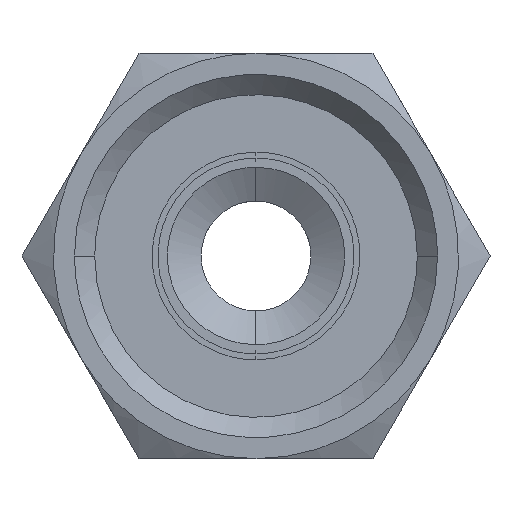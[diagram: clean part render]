
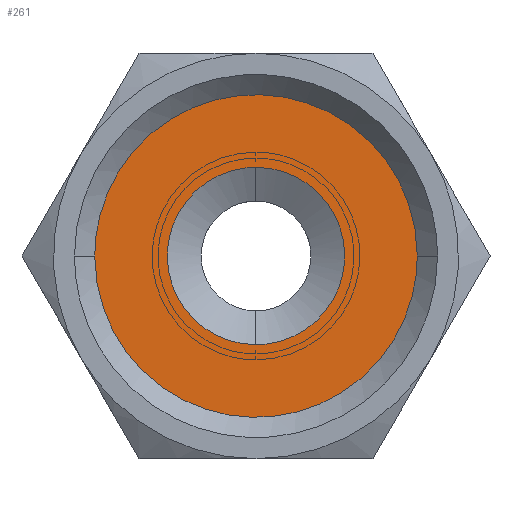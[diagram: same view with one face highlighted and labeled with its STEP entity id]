
A CAD part, front view. The second image highlights one B-rep face of the part: STEP entity #261.
In plain terms, the highlighted planar face has unit normal (0, 1, 0).
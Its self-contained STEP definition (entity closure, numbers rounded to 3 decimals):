
#16=FACE_BOUND('',#423,.T.);
#34=PLANE('',#1973);
#261=ADVANCED_FACE('',(#339,#16),#34,.T.);
#339=FACE_OUTER_BOUND('',#422,.T.);
#422=EDGE_LOOP('',(#742,#743,#744,#745,#746,#747));
#423=EDGE_LOOP('',(#748,#749));
#742=ORIENTED_EDGE('',*,*,#1090,.F.);
#743=ORIENTED_EDGE('',*,*,#1091,.F.);
#744=ORIENTED_EDGE('',*,*,#1092,.F.);
#745=ORIENTED_EDGE('',*,*,#1087,.F.);
#746=ORIENTED_EDGE('',*,*,#1088,.F.);
#747=ORIENTED_EDGE('',*,*,#1089,.F.);
#748=ORIENTED_EDGE('',*,*,#1086,.F.);
#749=ORIENTED_EDGE('',*,*,#1093,.F.);
#1086=EDGE_CURVE('',#1774,#1775,#1258,.T.);
#1087=EDGE_CURVE('',#1777,#1776,#1259,.T.);
#1088=EDGE_CURVE('',#1778,#1777,#1260,.T.);
#1089=EDGE_CURVE('',#1779,#1778,#1261,.T.);
#1090=EDGE_CURVE('',#1780,#1779,#1262,.T.);
#1091=EDGE_CURVE('',#1781,#1780,#1263,.T.);
#1092=EDGE_CURVE('',#1776,#1781,#1264,.T.);
#1093=EDGE_CURVE('',#1775,#1774,#1265,.T.);
#1258=(
BOUNDED_CURVE()
B_SPLINE_CURVE(2,(#4960,#4961,#4962,#4963,#4964),.UNSPECIFIED.,.F.,.F.)
B_SPLINE_CURVE_WITH_KNOTS((3,2,3),(-16.493,-8.247,
0.),.UNSPECIFIED.)
CURVE()
GEOMETRIC_REPRESENTATION_ITEM()
RATIONAL_B_SPLINE_CURVE((1.,0.707,1.,0.707,1.))
REPRESENTATION_ITEM('')
);
#1259=(
BOUNDED_CURVE()
B_SPLINE_CURVE(2,(#4965,#4966,#4967),.UNSPECIFIED.,.F.,.F.)
B_SPLINE_CURVE_WITH_KNOTS((3,3),(0.,12.566),.UNSPECIFIED.)
CURVE()
GEOMETRIC_REPRESENTATION_ITEM()
RATIONAL_B_SPLINE_CURVE((1.,0.866,1.))
REPRESENTATION_ITEM('')
);
#1260=(
BOUNDED_CURVE()
B_SPLINE_CURVE(2,(#4968,#4969,#4970),.UNSPECIFIED.,.F.,.F.)
B_SPLINE_CURVE_WITH_KNOTS((3,3),(0.,12.566),.UNSPECIFIED.)
CURVE()
GEOMETRIC_REPRESENTATION_ITEM()
RATIONAL_B_SPLINE_CURVE((1.,0.866,1.))
REPRESENTATION_ITEM('')
);
#1261=(
BOUNDED_CURVE()
B_SPLINE_CURVE(2,(#4971,#4972,#4973),.UNSPECIFIED.,.F.,.F.)
B_SPLINE_CURVE_WITH_KNOTS((3,3),(0.,12.566),.UNSPECIFIED.)
CURVE()
GEOMETRIC_REPRESENTATION_ITEM()
RATIONAL_B_SPLINE_CURVE((1.,0.866,1.))
REPRESENTATION_ITEM('')
);
#1262=(
BOUNDED_CURVE()
B_SPLINE_CURVE(2,(#4974,#4975,#4976),.UNSPECIFIED.,.F.,.F.)
B_SPLINE_CURVE_WITH_KNOTS((3,3),(0.,12.566),.UNSPECIFIED.)
CURVE()
GEOMETRIC_REPRESENTATION_ITEM()
RATIONAL_B_SPLINE_CURVE((1.,0.866,1.))
REPRESENTATION_ITEM('')
);
#1263=(
BOUNDED_CURVE()
B_SPLINE_CURVE(2,(#4977,#4978,#4979),.UNSPECIFIED.,.F.,.F.)
B_SPLINE_CURVE_WITH_KNOTS((3,3),(0.,12.566),.UNSPECIFIED.)
CURVE()
GEOMETRIC_REPRESENTATION_ITEM()
RATIONAL_B_SPLINE_CURVE((1.,0.866,1.))
REPRESENTATION_ITEM('')
);
#1264=(
BOUNDED_CURVE()
B_SPLINE_CURVE(2,(#4980,#4981,#4982),.UNSPECIFIED.,.F.,.F.)
B_SPLINE_CURVE_WITH_KNOTS((3,3),(0.,12.566),.UNSPECIFIED.)
CURVE()
GEOMETRIC_REPRESENTATION_ITEM()
RATIONAL_B_SPLINE_CURVE((1.,0.866,1.))
REPRESENTATION_ITEM('')
);
#1265=(
BOUNDED_CURVE()
B_SPLINE_CURVE(2,(#4983,#4984,#4985,#4986,#4987),.UNSPECIFIED.,.F.,.F.)
B_SPLINE_CURVE_WITH_KNOTS((3,2,3),(-16.493,-8.247,
0.),.UNSPECIFIED.)
CURVE()
GEOMETRIC_REPRESENTATION_ITEM()
RATIONAL_B_SPLINE_CURVE((1.,0.707,1.,0.707,1.))
REPRESENTATION_ITEM('')
);
#1774=VERTEX_POINT('',#4952);
#1775=VERTEX_POINT('',#4953);
#1776=VERTEX_POINT('',#4954);
#1777=VERTEX_POINT('',#4955);
#1778=VERTEX_POINT('',#4956);
#1779=VERTEX_POINT('',#4957);
#1780=VERTEX_POINT('',#4958);
#1781=VERTEX_POINT('',#4959);
#1973=AXIS2_PLACEMENT_3D('',#4951,#1994,$);
#1994=DIRECTION('',(0.,1.,0.));
#4951=CARTESIAN_POINT('',(10.198,17.5,-14.401));
#4952=CARTESIAN_POINT('',(26.827,17.5,5.25));
#4953=CARTESIAN_POINT('',(26.827,17.5,-5.25));
#4954=CARTESIAN_POINT('',(16.435,17.5,-6.));
#4955=CARTESIAN_POINT('',(16.435,17.5,6.));
#4956=CARTESIAN_POINT('',(26.827,17.5,12.));
#4957=CARTESIAN_POINT('',(37.219,17.5,6.));
#4958=CARTESIAN_POINT('',(37.219,17.5,-6.));
#4959=CARTESIAN_POINT('',(26.827,17.5,-12.));
#4960=CARTESIAN_POINT('',(26.827,17.5,5.25));
#4961=CARTESIAN_POINT('',(32.077,17.5,5.25));
#4962=CARTESIAN_POINT('',(32.077,17.5,0.));
#4963=CARTESIAN_POINT('',(32.077,17.5,-5.25));
#4964=CARTESIAN_POINT('',(26.827,17.5,-5.25));
#4965=CARTESIAN_POINT('',(16.435,17.5,6.));
#4966=CARTESIAN_POINT('',(12.971,17.5,0.));
#4967=CARTESIAN_POINT('',(16.435,17.5,-6.));
#4968=CARTESIAN_POINT('',(26.827,17.5,12.));
#4969=CARTESIAN_POINT('',(19.899,17.5,12.));
#4970=CARTESIAN_POINT('',(16.435,17.5,6.));
#4971=CARTESIAN_POINT('',(37.219,17.5,6.));
#4972=CARTESIAN_POINT('',(33.755,17.5,12.));
#4973=CARTESIAN_POINT('',(26.827,17.5,12.));
#4974=CARTESIAN_POINT('',(37.219,17.5,-6.));
#4975=CARTESIAN_POINT('',(40.684,17.5,0.));
#4976=CARTESIAN_POINT('',(37.219,17.5,6.));
#4977=CARTESIAN_POINT('',(26.827,17.5,-12.));
#4978=CARTESIAN_POINT('',(33.755,17.5,-12.));
#4979=CARTESIAN_POINT('',(37.219,17.5,-6.));
#4980=CARTESIAN_POINT('',(16.435,17.5,-6.));
#4981=CARTESIAN_POINT('',(19.899,17.5,-12.));
#4982=CARTESIAN_POINT('',(26.827,17.5,-12.));
#4983=CARTESIAN_POINT('',(26.827,17.5,-5.25));
#4984=CARTESIAN_POINT('',(21.577,17.5,-5.25));
#4985=CARTESIAN_POINT('',(21.577,17.5,0.));
#4986=CARTESIAN_POINT('',(21.577,17.5,5.25));
#4987=CARTESIAN_POINT('',(26.827,17.5,5.25));
